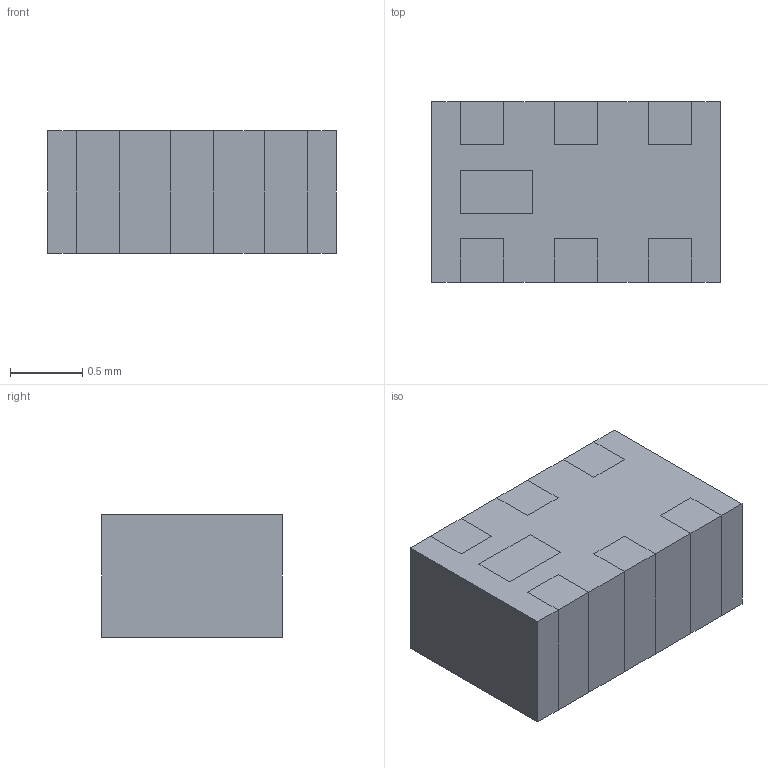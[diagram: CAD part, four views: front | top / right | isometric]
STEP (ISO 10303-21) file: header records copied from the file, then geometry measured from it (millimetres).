
FILE_DESCRIPTION( ( 'Unknown' ), '1' );
FILE_NAME( '748425185.stp', 'Unknown', ( 'Unknown' ), ( 'Unknown' ), 'XStep 1.0', 'Unknown', ' ' );
FILE_SCHEMA( ( 'automotive_design' ) );
Length unit declared in the file: millimetre
Products named in the file (9): Assem1; Kern; Pin
Bounding box: 2 x 1.25 x 0.85 mm (x, y, z)
Surface area: 44.9 mm2
Topology: 16 solids, 16 shells, 152 faces, 360 edges, 240 vertices
Faces by surface type: plane 152
Entity records: 2574 total; most frequent: CARTESIAN_POINT 385, ORIENTED_EDGE 360, DIRECTION 350, EDGE_CURVE 180, LINE 180, VECTOR 180, VERTEX_POINT 120, AXIS2_PLACEMENT_3D 85
